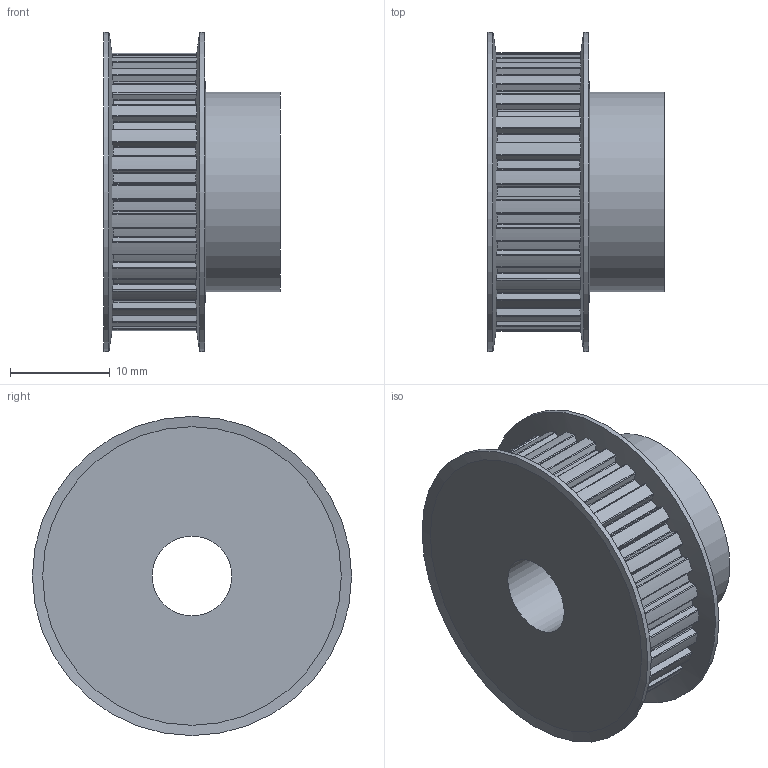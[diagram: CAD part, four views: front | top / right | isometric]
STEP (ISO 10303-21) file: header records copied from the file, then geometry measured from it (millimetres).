
FILE_DESCRIPTION(/* description */ (''),/* implementation_level */ '2;1');
FILE_NAME(/* name */ 'Optibelt_30 3M 6 Pulley.stp',/* time_stamp */ '2023-10-10T15:57:58+11:00',/* author */ ('nishan1'),/* organization */ (''),/* preprocessor_version */ 'ST-DEVELOPER v17',/* originating_system */ 'Autodesk Inventor 2018',/* authorisation */ '');
FILE_SCHEMA (('AUTOMOTIVE_DESIGN { 1 0 10303 214 3 1 1 }'));
Length unit declared in the file: millimetre
Products named in the file (1): OTS_Optibelt_30 3M 6 Pulley
Bounding box: 17.65 x 32 x 32 mm (x, y, z)
Volume: 7528 mm3; surface area: 3955.7 mm2
Topology: 1 solids, 1 shells, 252 faces, 753 edges, 504 vertices
Faces by surface type: cylinder 184, plane 63, cone 5
Full cylindrical faces by diameter (mm): 8 x1, 20 x1, 32 x2
Entity records: 10052 total; most frequent: CARTESIAN_POINT 3910, ORIENTED_EDGE 1506, DIRECTION 1043, EDGE_CURVE 753, VERTEX_POINT 504, AXIS2_PLACEMENT_3D 397, EDGE_LOOP 255, FACE_OUTER_BOUND 252
